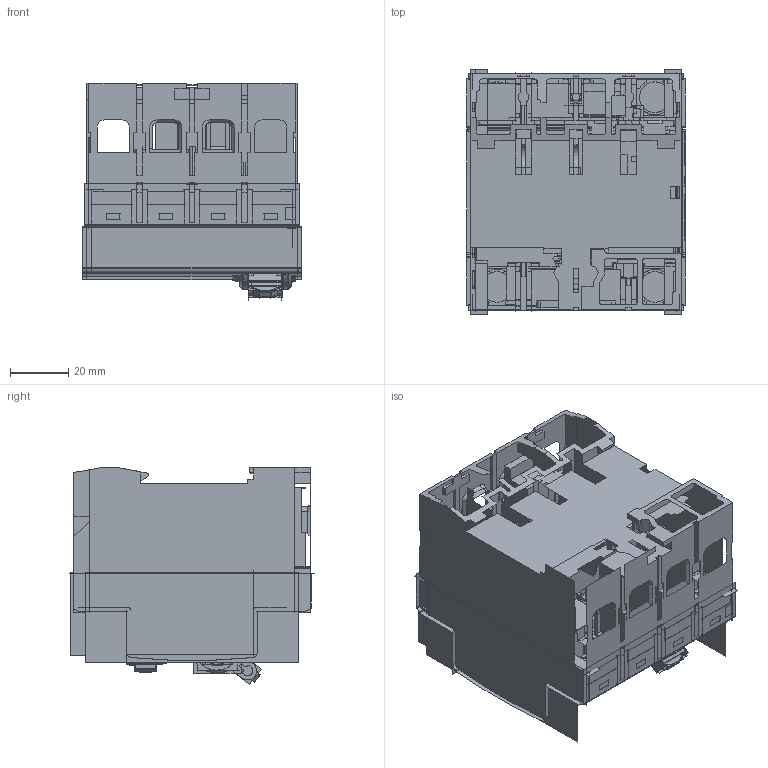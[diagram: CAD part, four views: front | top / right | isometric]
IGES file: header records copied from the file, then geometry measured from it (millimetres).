
Start section:  PTC IGES file: NXL-63 3P+N.igs
Global section: file name: NXL-63 3P+N.igs; native system: Creo Parametric by PTC Inc.; preprocessor: 2015380; author: whmei; organization: Unknown; date: 20200922.135016; units: millimetre
Bounding box: 74.88 x 84.24 x 74.42 mm (x, y, z)
Surface area: 124601.3 mm2 (no closed solid volume)
Topology: 0 solids, 0 shells, 2804 faces, 44438 edges, 58790 vertices
Faces by surface type: bspline 2386, revolution 418
